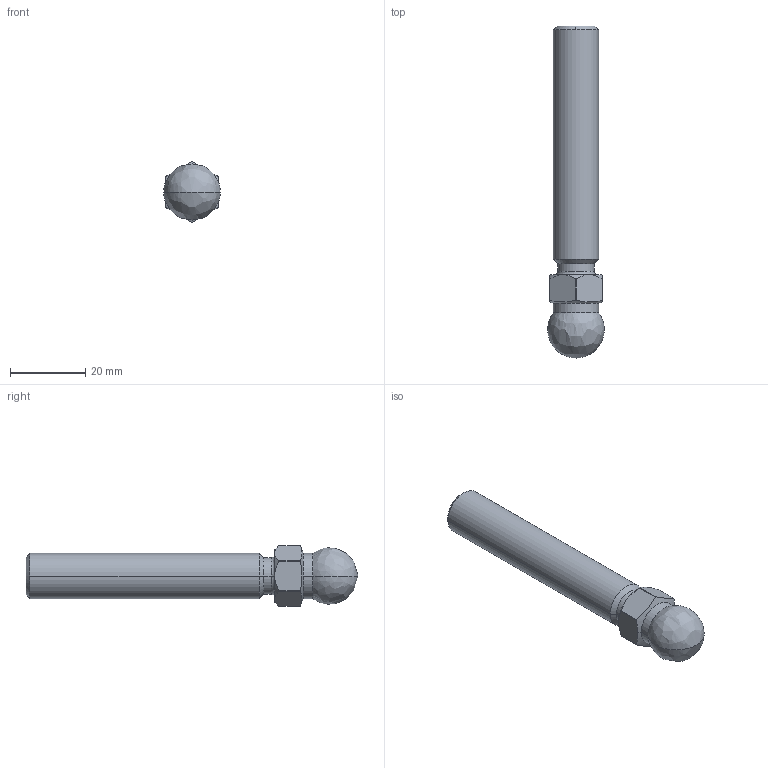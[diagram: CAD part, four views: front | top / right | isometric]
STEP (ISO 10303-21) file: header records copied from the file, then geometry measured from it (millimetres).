
FILE_DESCRIPTION (( 'STEP AP214' ), '1' );
FILE_NAME ('7410392', '2019-01-30T09:31:13', ( '' ), ('JUGARD+KÜNSTNER GmbH'), 'SwSTEP 2.0', 'SolidWorks 2017', '' );
FILE_SCHEMA (( 'AUTOMOTIVE_DESIGN' ));
Length unit declared in the file: millimetre
Products named in the file (1): 7410392
Bounding box: 15 x 88 x 16.1 mm (x, y, z)
Volume: 10431.8 mm3; surface area: 3700.3 mm2
Topology: 1 solids, 1 shells, 36 faces, 95 edges, 58 vertices
Faces by surface type: cylinder 12, cone 12, plane 8, bspline 4
Entity records: 1438 total; most frequent: CARTESIAN_POINT 516, ORIENTED_EDGE 182, DIRECTION 174, EDGE_CURVE 91, AXIS2_PLACEMENT_3D 72, VERTEX_POINT 58, CIRCLE 39, EDGE_LOOP 37
